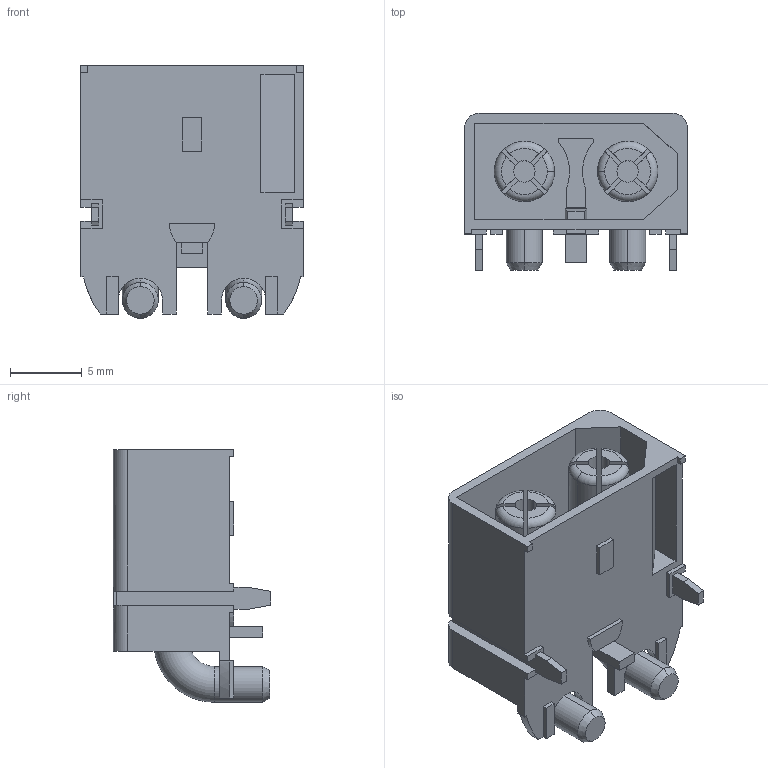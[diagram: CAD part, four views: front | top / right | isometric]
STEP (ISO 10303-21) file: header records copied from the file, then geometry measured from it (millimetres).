
FILE_DESCRIPTION (( 'STEP AP214' ), '1' );
FILE_NAME ('XT60IPW-M.STEP', '2019-04-18T13:18:19', ( '' ), ( '' ), 'SwSTEP 2.0', 'SolidWorks 2017', '' );
FILE_SCHEMA (( 'AUTOMOTIVE_DESIGN' ));
Length unit declared in the file: millimetre
Products named in the file (1): XT60IPW-M
Bounding box: 15.5 x 10.95 x 17.6 mm (x, y, z)
Volume: 1042.8 mm3; surface area: 2316 mm2
Topology: 9 solids, 9 shells, 230 faces, 595 edges, 388 vertices
Faces by surface type: plane 165, cylinder 45, torus 14, cone 4, bspline 2
Entity records: 7171 total; most frequent: CARTESIAN_POINT 1340, ORIENTED_EDGE 1190, DIRECTION 1179, EDGE_CURVE 595, LINE 429, VECTOR 429, VERTEX_POINT 388, AXIS2_PLACEMENT_3D 375
